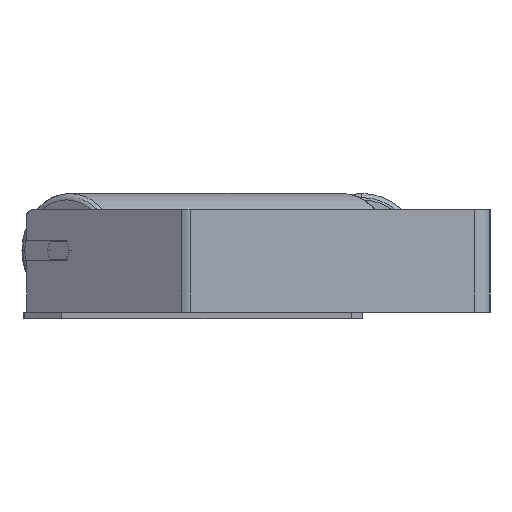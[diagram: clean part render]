
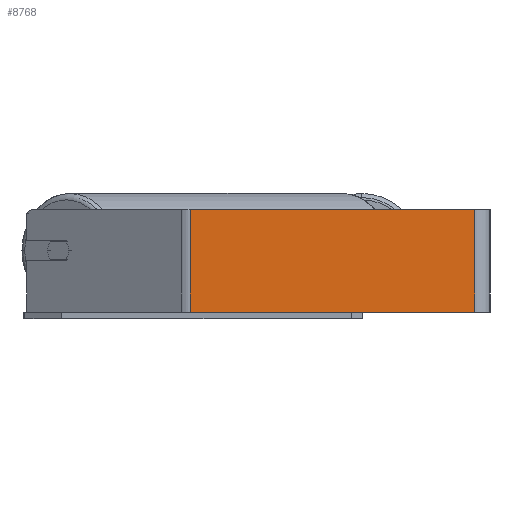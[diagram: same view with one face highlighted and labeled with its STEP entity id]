
A CAD part, left-side view. The second image highlights one B-rep face of the part: STEP entity #8768.
In plain terms, the highlighted planar face has unit normal (-1, 0, 0).
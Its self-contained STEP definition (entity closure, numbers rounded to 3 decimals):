
#1 = EDGE_LOOP ( 'NONE', ( #1378, #5510, #7803, #1256 ) ) ;
#216 = LINE ( 'NONE', #4480, #2213 ) ;
#250 = EDGE_CURVE ( 'NONE', #7690, #7653, #8975, .T. ) ;
#316 = DIRECTION ( 'NONE',  ( 0., 0., -1. ) ) ;
#572 = VECTOR ( 'NONE', #5200, 1000. ) ;
#903 = CARTESIAN_POINT ( 'NONE',  ( -620., 12., 40. ) ) ;
#1256 = ORIENTED_EDGE ( 'NONE', *, *, #3994, .T. ) ;
#1354 = DIRECTION ( 'NONE',  ( 0., 0., -1. ) ) ;
#1378 = ORIENTED_EDGE ( 'NONE', *, *, #6933, .T. ) ;
#1827 = LINE ( 'NONE', #7259, #572 ) ;
#2213 = VECTOR ( 'NONE', #316, 1000. ) ;
#3066 = CARTESIAN_POINT ( 'NONE',  ( -620., 233.718, 40. ) ) ;
#3494 = AXIS2_PLACEMENT_3D ( 'NONE', #5508, #5689, #1354 ) ;
#3696 = CARTESIAN_POINT ( 'NONE',  ( -620., 12., -40. ) ) ;
#3994 = EDGE_CURVE ( 'NONE', #5944, #8088, #216, .T. ) ;
#4023 = DIRECTION ( 'NONE',  ( 0., 0., -1. ) ) ;
#4480 = CARTESIAN_POINT ( 'NONE',  ( -620., 233.718, 40. ) ) ;
#4900 = PLANE ( 'NONE',  #3494 ) ;
#5200 = DIRECTION ( 'NONE',  ( 0., -1., 0. ) ) ;
#5502 = VECTOR ( 'NONE', #6284, 1000. ) ;
#5508 = CARTESIAN_POINT ( 'NONE',  ( -620., 237.501, 40. ) ) ;
#5510 = ORIENTED_EDGE ( 'NONE', *, *, #250, .F. ) ;
#5689 = DIRECTION ( 'NONE',  ( 1., 0., 0. ) ) ;
#5944 = VERTEX_POINT ( 'NONE', #3066 ) ;
#6232 = VECTOR ( 'NONE', #4023, 1000. ) ;
#6284 = DIRECTION ( 'NONE',  ( 0., -1., 0. ) ) ;
#6894 = CARTESIAN_POINT ( 'NONE',  ( -620., 12., 40. ) ) ;
#6933 = EDGE_CURVE ( 'NONE', #8088, #7653, #7018, .T. ) ;
#6967 = CARTESIAN_POINT ( 'NONE',  ( -620., 237.501, -40. ) ) ;
#7018 = LINE ( 'NONE', #6967, #5502 ) ;
#7259 = CARTESIAN_POINT ( 'NONE',  ( -620., 237.501, 40. ) ) ;
#7651 = FACE_OUTER_BOUND ( 'NONE', #1, .T. ) ;
#7653 = VERTEX_POINT ( 'NONE', #3696 ) ;
#7690 = VERTEX_POINT ( 'NONE', #903 ) ;
#7714 = CARTESIAN_POINT ( 'NONE',  ( -620., 233.718, -40. ) ) ;
#7803 = ORIENTED_EDGE ( 'NONE', *, *, #7813, .F. ) ;
#7813 = EDGE_CURVE ( 'NONE', #5944, #7690, #1827, .T. ) ;
#8088 = VERTEX_POINT ( 'NONE', #7714 ) ;
#8768 = ADVANCED_FACE ( 'NONE', ( #7651 ), #4900, .F. ) ;
#8975 = LINE ( 'NONE', #6894, #6232 ) ;
